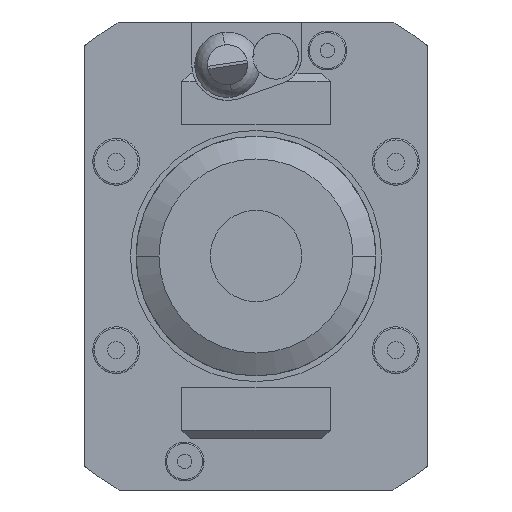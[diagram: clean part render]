
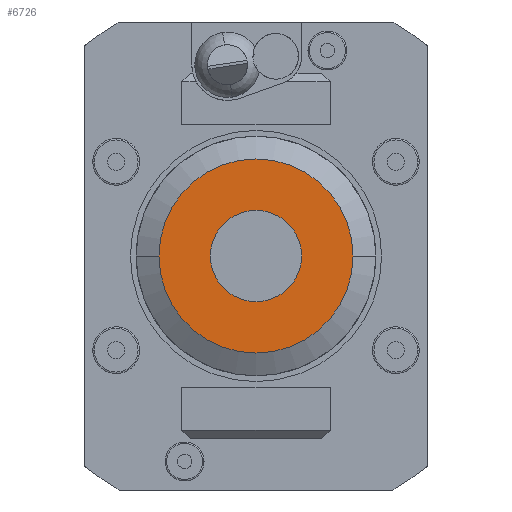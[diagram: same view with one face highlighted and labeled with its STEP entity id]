
A CAD part, left-side view. The second image highlights one B-rep face of the part: STEP entity #6726.
In plain terms, the highlighted planar face has unit normal (-1, 0, 0).
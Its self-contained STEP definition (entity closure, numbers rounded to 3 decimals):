
#2130=CARTESIAN_POINT('',(-62.66,0.,0.));
#2131=DIRECTION('',(-1.,0.,0.));
#2132=DIRECTION('',(0.,1.,0.));
#2133=AXIS2_PLACEMENT_3D('',#2130,#2131,#2132);
#2144=CARTESIAN_POINT('',(-62.66,0.,0.));
#2145=DIRECTION('',(1.,0.,0.));
#2146=DIRECTION('',(0.,1.,0.));
#2147=AXIS2_PLACEMENT_3D('',#2144,#2145,#2146);
#2153=CARTESIAN_POINT('',(-62.66,0.,0.));
#2154=DIRECTION('',(1.,0.,0.));
#2155=DIRECTION('',(0.,1.,0.));
#2156=AXIS2_PLACEMENT_3D('',#2153,#2154,#2155);
#2158=CARTESIAN_POINT('',(-62.66,0.,0.));
#2159=DIRECTION('',(-1.,0.,0.));
#2160=DIRECTION('',(0.,1.,0.));
#2161=AXIS2_PLACEMENT_3D('',#2158,#2159,#2160);
#3150=CARTESIAN_POINT('',(-62.66,8.,0.));
#3151=CARTESIAN_POINT('',(-62.66,-8.,0.));
#3152=VERTEX_POINT('',#3150);
#3153=VERTEX_POINT('',#3151);
#3166=CARTESIAN_POINT('',(-62.66,17.,0.));
#3167=CARTESIAN_POINT('',(-62.66,-17.,0.));
#3168=VERTEX_POINT('',#3166);
#3169=VERTEX_POINT('',#3167);
#6711=CARTESIAN_POINT('',(-62.66,0.,0.));
#6712=DIRECTION('',(-1.,0.,0.));
#6713=DIRECTION('',(0.,-1.,0.));
#6714=AXIS2_PLACEMENT_3D('',#6711,#6712,#6713);
#6715=PLANE('',#6714);
#6716=ORIENTED_EDGE('',*,*,#6691,.F.);
#6717=ORIENTED_EDGE('',*,*,#6705,.T.);
#6718=EDGE_LOOP('',(#6716,#6717));
#6719=FACE_OUTER_BOUND('',#6718,.F.);
#6721=ORIENTED_EDGE('',*,*,#6720,.F.);
#6723=ORIENTED_EDGE('',*,*,#6722,.T.);
#6724=EDGE_LOOP('',(#6721,#6723));
#6725=FACE_BOUND('',#6724,.F.);
#6726=ADVANCED_FACE('',(#6719,#6725),#6715,.T.);
#2134=CIRCLE('',#2133,17.);
#2148=CIRCLE('',#2147,17.);
#2157=CIRCLE('',#2156,8.);
#2162=CIRCLE('',#2161,8.);
#6691=EDGE_CURVE('',#3168,#3169,#2134,.T.);
#6705=EDGE_CURVE('',#3168,#3169,#2148,.T.);
#6720=EDGE_CURVE('',#3152,#3153,#2157,.T.);
#6722=EDGE_CURVE('',#3152,#3153,#2162,.T.);
